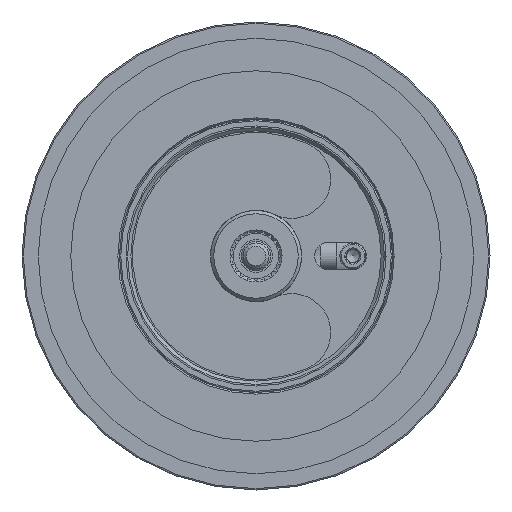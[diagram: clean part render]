
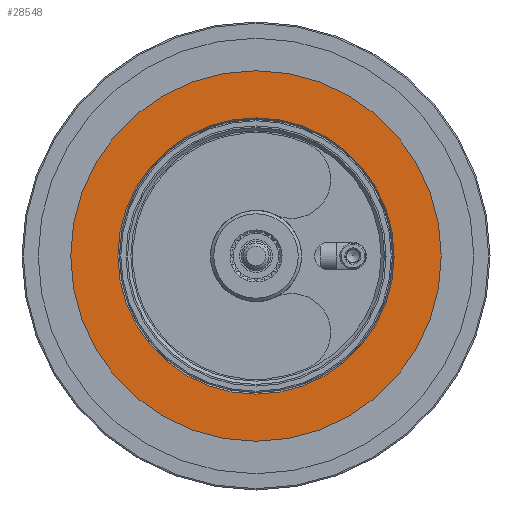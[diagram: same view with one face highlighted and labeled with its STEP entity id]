
A CAD part, front view. The second image highlights one B-rep face of the part: STEP entity #28548.
In plain terms, the highlighted face is planar.
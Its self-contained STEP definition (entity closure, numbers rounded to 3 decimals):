
#5409=PLANE('',#42478);
#6688=ORIENTED_EDGE('',*,*,#15298,.F.);
#6689=ORIENTED_EDGE('',*,*,#15296,.T.);
#15296=EDGE_CURVE('',#19688,#19688,#22170,.T.);
#15298=EDGE_CURVE('',#19690,#19690,#22172,.T.);
#19688=VERTEX_POINT('',#54264);
#19690=VERTEX_POINT('',#54270);
#22170=CIRCLE('',#42475,28.5);
#22172=CIRCLE('',#42479,21.25);
#24122=EDGE_LOOP('',(#6688));
#24123=EDGE_LOOP('',(#6689));
#26222=FACE_BOUND('',#24122,.T.);
#26223=FACE_BOUND('',#24123,.T.);
#28548=ADVANCED_FACE('',(#26222,#26223),#5409,.F.);
#42475=AXIS2_PLACEMENT_3D('',#54263,#46250,#46251);
#42478=AXIS2_PLACEMENT_3D('',#54268,#46256,#46257);
#42479=AXIS2_PLACEMENT_3D('',#54269,#46258,#46259);
#46250=DIRECTION('',(0.,0.,-1.));
#46251=DIRECTION('',(-1.,0.,0.));
#46256=DIRECTION('',(0.,0.,1.));
#46257=DIRECTION('',(1.,0.,0.));
#46258=DIRECTION('',(0.,0.,-1.));
#46259=DIRECTION('',(1.,0.,0.));
#54263=CARTESIAN_POINT('',(0.,0.,0.));
#54264=CARTESIAN_POINT('',(-28.5,0.,0.));
#54268=CARTESIAN_POINT('',(-28.842,-28.842,0.));
#54269=CARTESIAN_POINT('',(0.,0.,0.));
#54270=CARTESIAN_POINT('',(21.25,0.,0.));
